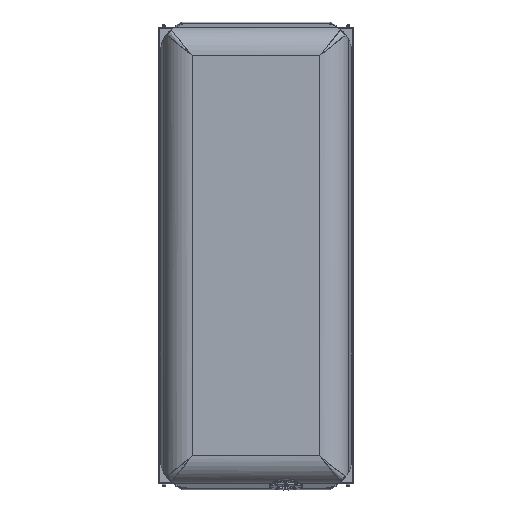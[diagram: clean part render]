
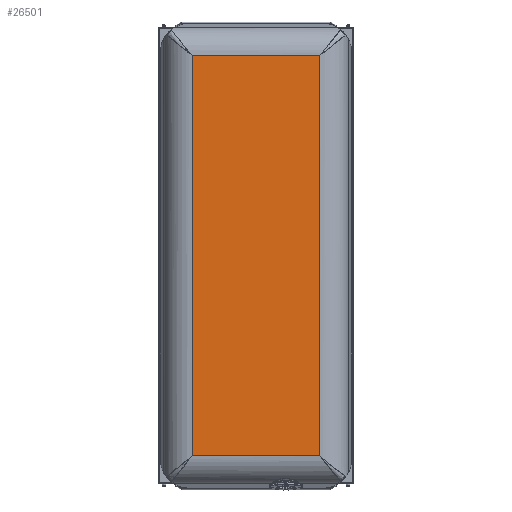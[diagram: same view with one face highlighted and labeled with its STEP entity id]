
A CAD part, front view. The second image highlights one B-rep face of the part: STEP entity #26501.
In plain terms, the highlighted planar face has unit normal (0, -1, 0).
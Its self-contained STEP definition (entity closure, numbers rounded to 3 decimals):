
#1007=PLANE('',#28859);
#2289=FACE_OUTER_BOUND('',#3917,.T.);
#3917=EDGE_LOOP('',(#21276,#21277,#21278,#21279));
#7254=LINE('',#46955,#9109);
#7623=LINE('',#55850,#9478);
#7626=LINE('',#55941,#9481);
#7695=LINE('',#57432,#9550);
#9109=VECTOR('',#31987,10.);
#9478=VECTOR('',#33290,10.);
#9481=VECTOR('',#33303,10.);
#9550=VECTOR('',#33550,10.);
#11236=VERTEX_POINT('',#46952);
#11237=VERTEX_POINT('',#46954);
#11769=VERTEX_POINT('',#55500);
#11798=VERTEX_POINT('',#55916);
#14154=EDGE_CURVE('',#11236,#11237,#7254,.T.);
#15009=EDGE_CURVE('',#11769,#11236,#7623,.T.);
#15019=EDGE_CURVE('',#11237,#11798,#7626,.T.);
#15160=EDGE_CURVE('',#11798,#11769,#7695,.T.);
#21276=ORIENTED_EDGE('',*,*,#15160,.F.);
#21277=ORIENTED_EDGE('',*,*,#15019,.F.);
#21278=ORIENTED_EDGE('',*,*,#14154,.F.);
#21279=ORIENTED_EDGE('',*,*,#15009,.F.);
#26501=ADVANCED_FACE('',(#2289),#1007,.T.);
#28859=AXIS2_PLACEMENT_3D('',#57437,#33558,#33559);
#31987=DIRECTION('',(-1.,0.,0.));
#33290=DIRECTION('',(0.,0.,-1.));
#33303=DIRECTION('',(0.,0.,1.));
#33550=DIRECTION('',(1.,0.,0.));
#33558=DIRECTION('center_axis',(0.,-1.,0.));
#33559=DIRECTION('ref_axis',(1.,0.,0.));
#46952=CARTESIAN_POINT('',(331.502,-930.,-1040.002));
#46954=CARTESIAN_POINT('',(-331.502,-930.,-1040.002));
#46955=CARTESIAN_POINT('',(-331.502,-930.,-1040.002));
#55500=CARTESIAN_POINT('',(331.502,-930.,1040.002));
#55850=CARTESIAN_POINT('',(331.502,-930.,-1040.002));
#55916=CARTESIAN_POINT('',(-331.502,-930.,1040.002));
#55941=CARTESIAN_POINT('',(-331.502,-930.,1206.));
#57432=CARTESIAN_POINT('',(331.502,-930.,1040.002));
#57437=CARTESIAN_POINT('Origin',(-497.5,-930.,0.));
